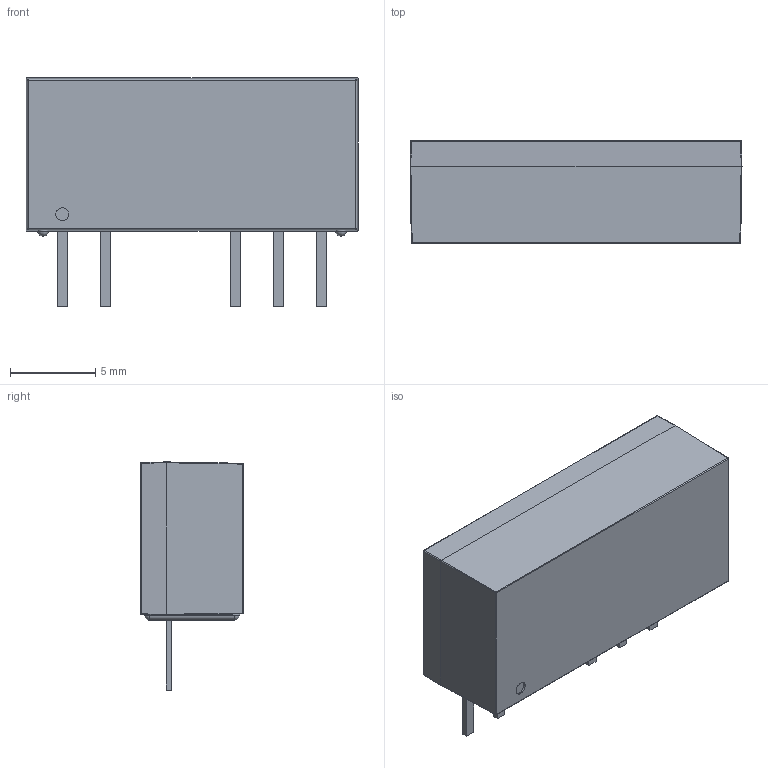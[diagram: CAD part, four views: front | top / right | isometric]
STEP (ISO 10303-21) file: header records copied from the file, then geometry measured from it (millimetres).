
FILE_DESCRIPTION(('FreeCAD Model'),'2;1');
FILE_NAME('PEM1S.step' ,'2020-04-01T14:56:10',('kicad StepUp'),('ksu MCAD'), 'Open CASCADE STEP processor 7.3','FreeCAD','Unknown');
FILE_SCHEMA(('AUTOMOTIVE_DESIGN { 1 0 10303 214 1 1 1 1 }'));
Length unit declared in the file: millimetre
Products named in the file (1): PEM1S
Bounding box: 19.5 x 6 x 13.4 mm (x, y, z)
Volume: 1047.4 mm3; surface area: 727.3 mm2
Topology: 1 solids, 1 shells, 82 faces, 193 edges, 102 vertices
Faces by surface type: plane 44, cylinder 26, sphere 12
Entity records: 2764 total; most frequent: CARTESIAN_POINT 396, DIRECTION 377, ORIENTED_EDGE 362, EDGE_CURVE 181, LINE 131, VECTOR 131, AXIS2_PLACEMENT_3D 123, VERTEX_POINT 102
